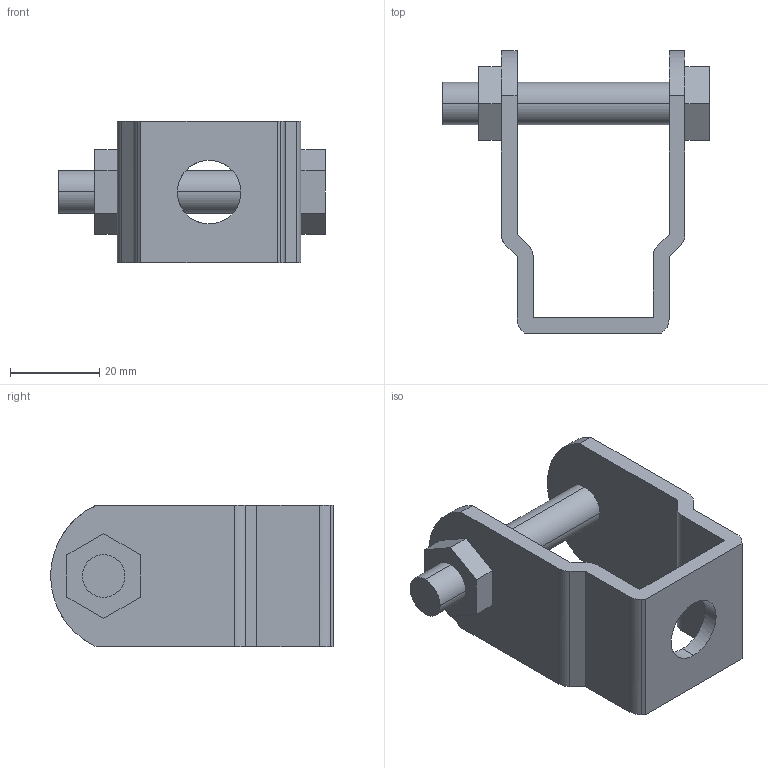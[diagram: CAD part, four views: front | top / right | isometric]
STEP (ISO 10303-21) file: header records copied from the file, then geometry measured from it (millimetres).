
FILE_DESCRIPTION(('TurboCAD Mac Pro'),'Build 980');
FILE_NAME('P2677.stp',' ',(''),(''),'ACIS Interop','IMSI','TurboCAD Mac Pro BY IMSI, INCORPORATED');
FILE_SCHEMA(('automotive_design'));
Length unit declared in the file: inch
Products named in the file (4): 1; 2; 3; 4
Bounding box: 59.77 x 63.5 x 31.75 mm (x, y, z)
Volume: 22555.1 mm3; surface area: 13814 mm2
Topology: 4 solids, 4 shells, 54 faces, 142 edges, 96 vertices
Faces by surface type: plane 36, bspline 17, cylinder 1
Entity records: 2985 total; most frequent: CARTESIAN_POINT 514, ORIENTED_EDGE 284, STYLED_ITEM 200, PRESENTATION_STYLE_ASSIGNMENT 200, COLOUR_RGB 200, DIRECTION 198, EDGE_CURVE 142, CURVE_STYLE 142
